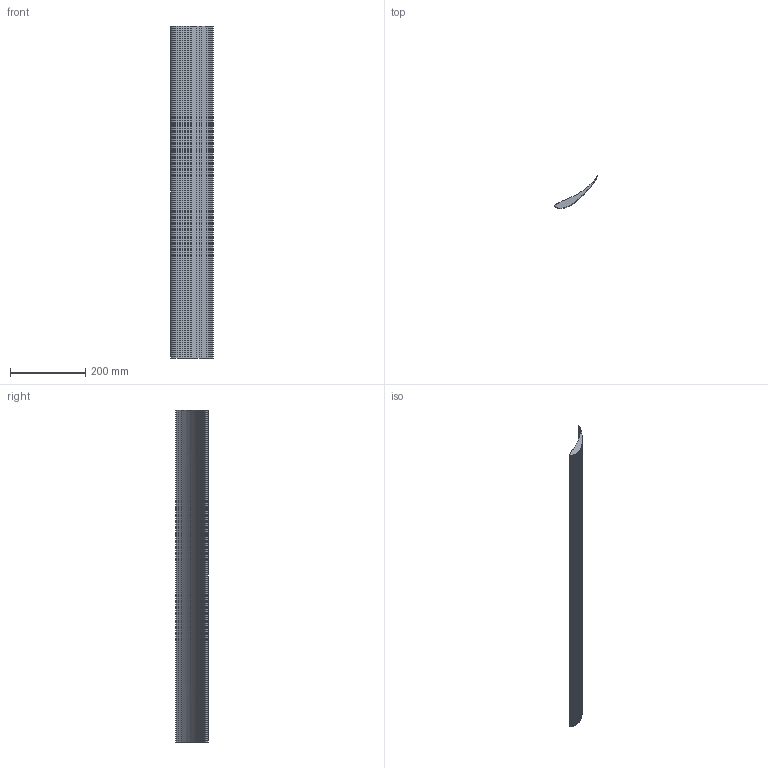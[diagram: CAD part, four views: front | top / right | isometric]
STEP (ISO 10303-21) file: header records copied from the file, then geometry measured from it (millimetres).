
FILE_DESCRIPTION(('CATIA V5 STEP Exchange'),'2;1');
FILE_NAME('Profil 2.stp','2019-12-04T15:56:40+00:00',('none'),('none'),'CATIA Version 5 Release 19 SP 2 (IN-10)','CATIA V5 STEP AP203','none');
FILE_SCHEMA(('CONFIG_CONTROL_DESIGN'));
Length unit declared in the file: millimetre
Products named in the file (1): 2ElementMaxDownforce
Bounding box: 113.47 x 86.91 x 880 mm (x, y, z)
Volume: 1312711.5 mm3; surface area: 263222.8 mm2
Topology: 1 solids, 1 shells, 66 faces, 192 edges, 128 vertices
Faces by surface type: extrusion 64, plane 2
Entity records: 2900 total; most frequent: CARTESIAN_POINT 1365, ORIENTED_EDGE 384, B_SPLINE_CURVE_WITH_KNOTS 192, EDGE_CURVE 192, DIRECTION 132, VECTOR 128, VERTEX_POINT 128, ADVANCED_FACE 66
